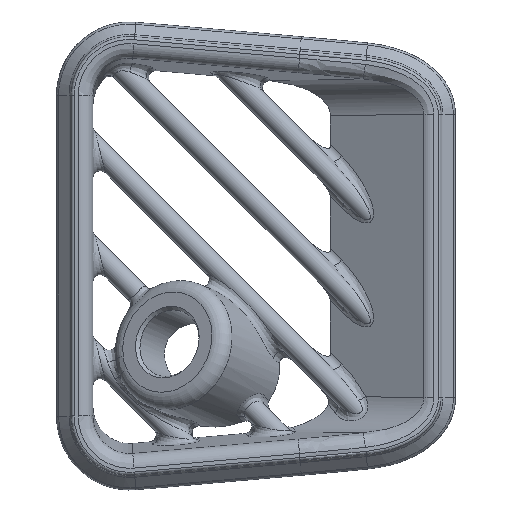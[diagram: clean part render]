
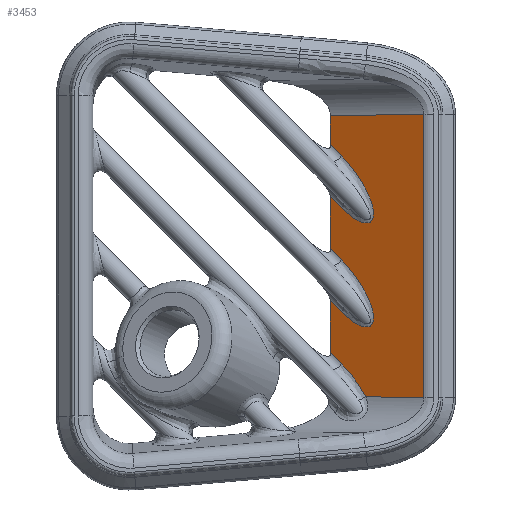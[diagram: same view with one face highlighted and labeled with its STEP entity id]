
A CAD part, top view. The second image highlights one B-rep face of the part: STEP entity #3453.
In plain terms, the highlighted planar face has unit normal (-0.5, 0, 0.866).
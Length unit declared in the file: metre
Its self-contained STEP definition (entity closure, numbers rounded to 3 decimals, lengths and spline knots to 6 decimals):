
#140=PLANE('',#3741);
#250=LINE('',#5373,#427);
#251=LINE('',#5376,#428);
#252=LINE('',#5378,#429);
#253=LINE('',#5382,#430);
#254=LINE('',#5384,#431);
#255=LINE('',#5386,#432);
#256=LINE('',#5390,#433);
#257=LINE('',#5392,#434);
#258=LINE('',#5394,#435);
#259=LINE('',#5398,#436);
#260=LINE('',#5400,#437);
#427=VECTOR('',#4123,1.);
#428=VECTOR('',#4124,1.);
#429=VECTOR('',#4125,1.);
#430=VECTOR('',#4128,1.);
#431=VECTOR('',#4129,1.);
#432=VECTOR('',#4130,1.);
#433=VECTOR('',#4133,1.);
#434=VECTOR('',#4134,1.);
#435=VECTOR('',#4135,1.);
#436=VECTOR('',#4138,1.);
#437=VECTOR('',#4139,1.);
#1033=ORIENTED_EDGE('',*,*,#2129,.T.);
#1034=ORIENTED_EDGE('',*,*,#2130,.T.);
#1035=ORIENTED_EDGE('',*,*,#2131,.T.);
#1036=ORIENTED_EDGE('',*,*,#2132,.T.);
#1037=ORIENTED_EDGE('',*,*,#2133,.T.);
#1038=ORIENTED_EDGE('',*,*,#2134,.T.);
#1039=ORIENTED_EDGE('',*,*,#2135,.T.);
#1040=ORIENTED_EDGE('',*,*,#2136,.T.);
#1041=ORIENTED_EDGE('',*,*,#2137,.T.);
#1042=ORIENTED_EDGE('',*,*,#2138,.T.);
#1043=ORIENTED_EDGE('',*,*,#2139,.T.);
#1044=ORIENTED_EDGE('',*,*,#2140,.T.);
#1045=ORIENTED_EDGE('',*,*,#2141,.T.);
#1046=ORIENTED_EDGE('',*,*,#2142,.T.);
#2129=EDGE_CURVE('',#2674,#2675,#250,.T.);
#2130=EDGE_CURVE('',#2675,#2676,#251,.T.);
#2131=EDGE_CURVE('',#2676,#2677,#252,.T.);
#2132=EDGE_CURVE('',#2677,#2678,#2860,.F.);
#2133=EDGE_CURVE('',#2678,#2679,#253,.T.);
#2134=EDGE_CURVE('',#2679,#2680,#254,.T.);
#2135=EDGE_CURVE('',#2680,#2681,#255,.T.);
#2136=EDGE_CURVE('',#2681,#2682,#2861,.F.);
#2137=EDGE_CURVE('',#2682,#2683,#256,.T.);
#2138=EDGE_CURVE('',#2683,#2684,#257,.T.);
#2139=EDGE_CURVE('',#2684,#2685,#258,.T.);
#2140=EDGE_CURVE('',#2685,#2686,#2862,.F.);
#2141=EDGE_CURVE('',#2686,#2687,#259,.T.);
#2142=EDGE_CURVE('',#2687,#2674,#260,.T.);
#2674=VERTEX_POINT('',#5374);
#2675=VERTEX_POINT('',#5375);
#2676=VERTEX_POINT('',#5377);
#2677=VERTEX_POINT('',#5379);
#2678=VERTEX_POINT('',#5381);
#2679=VERTEX_POINT('',#5383);
#2680=VERTEX_POINT('',#5385);
#2681=VERTEX_POINT('',#5387);
#2682=VERTEX_POINT('',#5389);
#2683=VERTEX_POINT('',#5391);
#2684=VERTEX_POINT('',#5393);
#2685=VERTEX_POINT('',#5395);
#2686=VERTEX_POINT('',#5397);
#2687=VERTEX_POINT('',#5399);
#2860=ELLIPSE('',#3742,0.007071,0.0025);
#2861=ELLIPSE('',#3743,0.007071,0.0025);
#2862=ELLIPSE('',#3744,0.007071,0.0025);
#2913=EDGE_LOOP('',(#1033,#1034,#1035,#1036,#1037,#1038,#1039,#1040,#1041,
#1042,#1043,#1044,#1045,#1046));
#3161=FACE_BOUND('',#2913,.T.);
#3453=ADVANCED_FACE('',(#3161),#140,.T.);
#3741=AXIS2_PLACEMENT_3D('',#5372,#4121,#4122);
#3742=AXIS2_PLACEMENT_3D('',#5380,#4126,#4127);
#3743=AXIS2_PLACEMENT_3D('',#5388,#4131,#4132);
#3744=AXIS2_PLACEMENT_3D('',#5396,#4136,#4137);
#4121=DIRECTION('',(-0.5,0.,0.866));
#4122=DIRECTION('',(0.,-1.,0.));
#4123=DIRECTION('',(-0.866,-0.013,-0.5));
#4124=DIRECTION('',(0.,-1.,0.));
#4125=DIRECTION('',(0.655,-0.655,0.378));
#4126=DIRECTION('',(-0.5,0.,0.866));
#4127=DIRECTION('',(0.567,-0.756,0.327));
#4128=DIRECTION('',(-0.655,0.655,-0.378));
#4129=DIRECTION('',(0.,-1.,0.));
#4130=DIRECTION('',(0.655,-0.655,0.378));
#4131=DIRECTION('',(-0.5,0.,0.866));
#4132=DIRECTION('',(0.567,-0.756,0.327));
#4133=DIRECTION('',(-0.655,0.655,-0.378));
#4134=DIRECTION('',(0.,-1.,0.));
#4135=DIRECTION('',(0.655,-0.655,0.378));
#4136=DIRECTION('',(-0.5,0.,0.866));
#4137=DIRECTION('',(0.567,-0.756,0.327));
#4138=DIRECTION('',(0.866,-0.013,0.5));
#4139=DIRECTION('',(0.,1.,0.));
#5372=CARTESIAN_POINT('',(0.002084,-0.022288,0.));
#5373=CARTESIAN_POINT('',(0.002129,0.019062,0.000026));
#5374=CARTESIAN_POINT('',(0.016083,0.019267,0.008083));
#5375=CARTESIAN_POINT('',(0.003376,0.01908,0.000746));
#5376=CARTESIAN_POINT('',(0.003376,0.016441,0.000746));
#5377=CARTESIAN_POINT('',(0.003376,0.015148,0.000746));
#5378=CARTESIAN_POINT('',(0.018682,-0.000157,0.009583));
#5379=CARTESIAN_POINT('',(0.004914,0.013611,0.001634));
#5380=CARTESIAN_POINT('',(0.004914,0.010075,0.001634));
#5381=CARTESIAN_POINT('',(0.004914,0.00654,0.001634));
#5382=CARTESIAN_POINT('',(0.015651,-0.004198,0.007833));
#5383=CARTESIAN_POINT('',(0.003376,0.008077,0.000746));
#5384=CARTESIAN_POINT('',(0.003376,0.002299,0.000746));
#5385=CARTESIAN_POINT('',(0.003376,0.001006,0.000746));
#5386=CARTESIAN_POINT('',(0.012621,-0.008238,0.006084));
#5387=CARTESIAN_POINT('',(0.004914,-0.000531,0.001634));
#5388=CARTESIAN_POINT('',(0.004914,-0.004067,0.001634));
#5389=CARTESIAN_POINT('',(0.004914,-0.007602,0.001634));
#5390=CARTESIAN_POINT('',(0.00959,-0.012279,0.004334));
#5391=CARTESIAN_POINT('',(0.003376,-0.006065,0.000746));
#5392=CARTESIAN_POINT('',(0.003376,-0.011843,0.000746));
#5393=CARTESIAN_POINT('',(0.003376,-0.013136,0.000746));
#5394=CARTESIAN_POINT('',(0.00656,-0.016319,0.002584));
#5395=CARTESIAN_POINT('',(0.004914,-0.014673,0.001634));
#5396=CARTESIAN_POINT('',(0.004914,-0.018209,0.001634));
#5397=CARTESIAN_POINT('',(0.008178,-0.019151,0.003519));
#5398=CARTESIAN_POINT('',(0.016764,-0.019277,0.008476));
#5399=CARTESIAN_POINT('',(0.016083,-0.019267,0.008083));
#5400=CARTESIAN_POINT('',(0.016083,-0.022288,0.008083));
